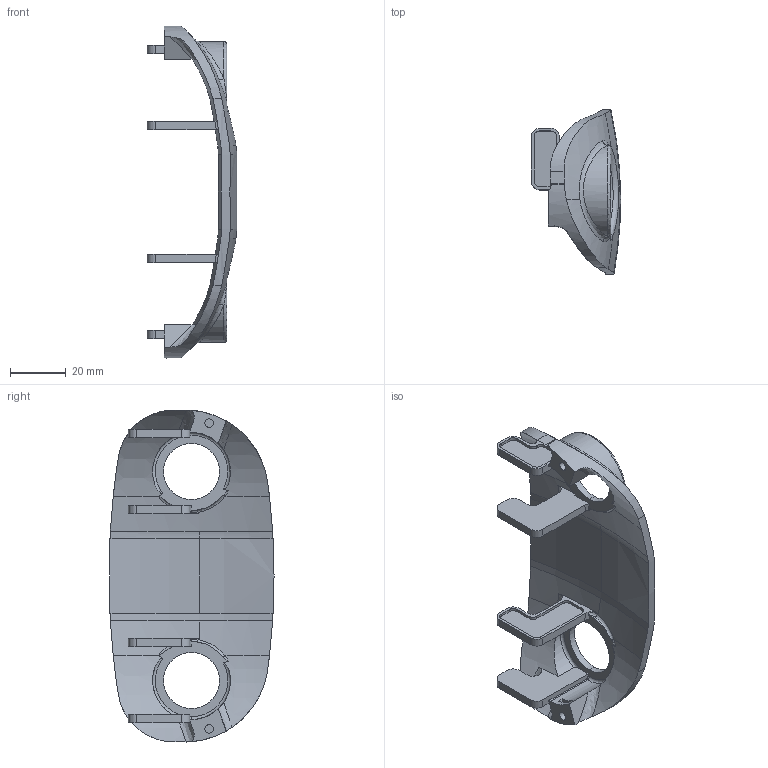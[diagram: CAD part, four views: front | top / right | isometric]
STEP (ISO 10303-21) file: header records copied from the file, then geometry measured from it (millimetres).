
FILE_DESCRIPTION (( 'STEP AP214' ), '1' );
FILE_NAME ('HeadFaceMask.STEP', '2017-09-26T14:29:48', ( '' ), ( '' ), 'SwSTEP 2.0', 'SolidWorks 2016', '' );
FILE_SCHEMA (( 'AUTOMOTIVE_DESIGN' ));
Length unit declared in the file: millimetre
Products named in the file (2): HeadFaceMask
Bounding box: 32.07 x 58.88 x 119.15 mm (x, y, z)
Volume: 23227.4 mm3; surface area: 18985.6 mm2
Topology: 1 solids, 1 shells, 213 faces, 593 edges, 390 vertices
Faces by surface type: cylinder 80, plane 76, bspline 30, torus 21, cone 6
Entity records: 9358 total; most frequent: CARTESIAN_POINT 4115, ORIENTED_EDGE 1186, DIRECTION 974, EDGE_CURVE 593, VERTEX_POINT 390, AXIS2_PLACEMENT_3D 370, LINE 234, VECTOR 234
